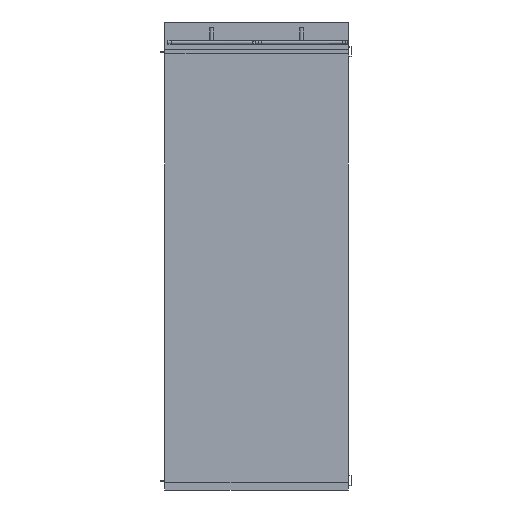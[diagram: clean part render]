
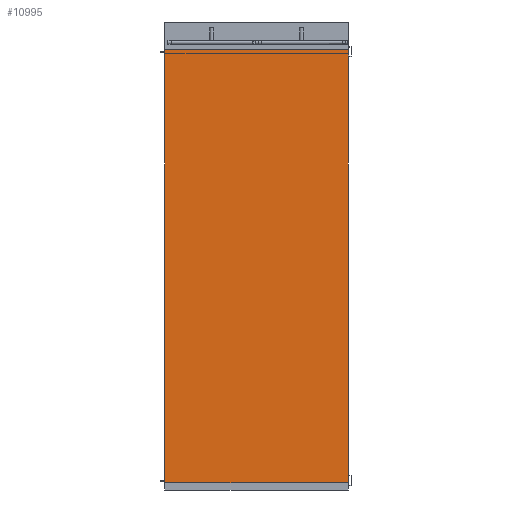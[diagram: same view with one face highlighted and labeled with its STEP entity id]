
A CAD part, front view. The second image highlights one B-rep face of the part: STEP entity #10995.
In plain terms, the highlighted planar face has unit normal (0, -1, 0).
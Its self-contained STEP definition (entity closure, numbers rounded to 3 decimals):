
#389 = FACE_OUTER_BOUND ( 'NONE', #10718, .T. ) ;
#823 = VERTEX_POINT ( 'NONE', #6869 ) ;
#977 = AXIS2_PLACEMENT_3D ( 'NONE', #5008, #5270, #5314 ) ;
#1735 = DIRECTION ( 'NONE',  ( 0., 0., 1. ) ) ;
#1738 = CARTESIAN_POINT ( 'NONE',  ( 1125., 0., -5300. ) ) ;
#1901 = ORIENTED_EDGE ( 'NONE', *, *, #4165, .F. ) ;
#2214 = ORIENTED_EDGE ( 'NONE', *, *, #4592, .T. ) ;
#2285 = LINE ( 'NONE', #1738, #2314 ) ;
#2314 = VECTOR ( 'NONE', #1735, 1000. ) ;
#2541 = VERTEX_POINT ( 'NONE', #6313 ) ;
#2664 = ORIENTED_EDGE ( 'NONE', *, *, #4569, .F. ) ;
#3381 = VERTEX_POINT ( 'NONE', #5527 ) ;
#3397 = CARTESIAN_POINT ( 'NONE',  ( 1125., 0., 0. ) ) ;
#4165 = EDGE_CURVE ( 'NONE', #823, #2541, #9165, .T. ) ;
#4569 = EDGE_CURVE ( 'NONE', #2541, #5072, #8370, .T. ) ;
#4592 = EDGE_CURVE ( 'NONE', #823, #3381, #8320, .T. ) ;
#4703 = CARTESIAN_POINT ( 'NONE',  ( -1125., 0., -5300. ) ) ;
#5008 = CARTESIAN_POINT ( 'NONE',  ( -1125., 0., -5300. ) ) ;
#5072 = VERTEX_POINT ( 'NONE', #3397 ) ;
#5129 = PLANE ( 'NONE',  #977 ) ;
#5270 = DIRECTION ( 'NONE',  ( 0., -1., 0. ) ) ;
#5293 = ORIENTED_EDGE ( 'NONE', *, *, #8104, .T. ) ;
#5314 = DIRECTION ( 'NONE',  ( 0., 0., -1. ) ) ;
#5527 = CARTESIAN_POINT ( 'NONE',  ( 1125., 0., -5300. ) ) ;
#6313 = CARTESIAN_POINT ( 'NONE',  ( -1125., 0., 0. ) ) ;
#6869 = CARTESIAN_POINT ( 'NONE',  ( -1125., 0., -5300. ) ) ;
#7551 = DIRECTION ( 'NONE',  ( 0., 0., 1. ) ) ;
#7757 = DIRECTION ( 'NONE',  ( 1., 0., 0. ) ) ;
#7828 = DIRECTION ( 'NONE',  ( 1., 0., 0. ) ) ;
#7858 = CARTESIAN_POINT ( 'NONE',  ( -1125., 0., 0. ) ) ;
#7868 = CARTESIAN_POINT ( 'NONE',  ( -1125., 0., -5300. ) ) ;
#8104 = EDGE_CURVE ( 'NONE', #3381, #5072, #2285, .T. ) ;
#8298 = VECTOR ( 'NONE', #7757, 1000. ) ;
#8320 = LINE ( 'NONE', #7868, #8298 ) ;
#8367 = VECTOR ( 'NONE', #7828, 1000. ) ;
#8370 = LINE ( 'NONE', #7858, #8367 ) ;
#9152 = VECTOR ( 'NONE', #7551, 1000. ) ;
#9165 = LINE ( 'NONE', #4703, #9152 ) ;
#10718 = EDGE_LOOP ( 'NONE', ( #2664, #1901, #2214, #5293 ) ) ;
#10995 = ADVANCED_FACE ( 'NONE', ( #389 ), #5129, .T. ) ;
